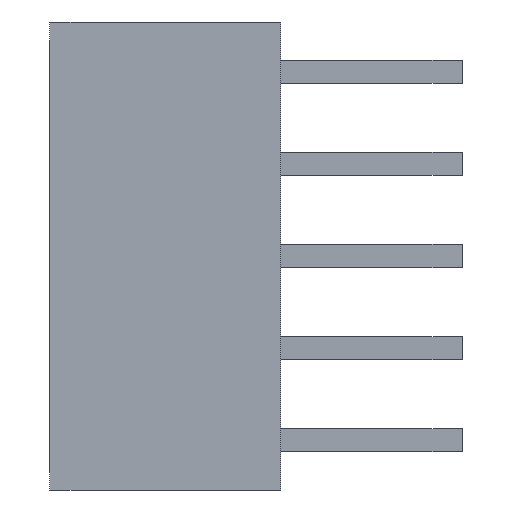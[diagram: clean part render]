
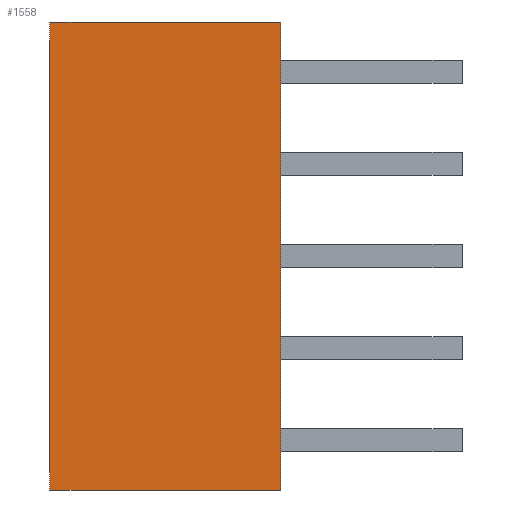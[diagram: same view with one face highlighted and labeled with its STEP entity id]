
A CAD part, left-side view. The second image highlights one B-rep face of the part: STEP entity #1558.
In plain terms, the highlighted planar face has unit normal (-1, 0, 0).
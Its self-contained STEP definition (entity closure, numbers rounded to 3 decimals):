
#324 = AXIS2_PLACEMENT_3D ( 'NONE', #4246, #5316, #976 ) ;
#336 = LINE ( 'NONE', #1996, #5117 ) ;
#519 = VERTEX_POINT ( 'NONE', #4078 ) ;
#642 = CARTESIAN_POINT ( 'NONE',  ( -4.815, 6.36, 6.45 ) ) ;
#708 = DIRECTION ( 'NONE',  ( 0., 0., 1. ) ) ;
#776 = LINE ( 'NONE', #4385, #2543 ) ;
#795 = EDGE_CURVE ( 'NONE', #2350, #903, #336, .T. ) ;
#830 = CARTESIAN_POINT ( 'NONE',  ( -4.815, 6.36, -6.45 ) ) ;
#903 = VERTEX_POINT ( 'NONE', #3897 ) ;
#976 = DIRECTION ( 'NONE',  ( 0., 0., -1. ) ) ;
#1310 = EDGE_CURVE ( 'NONE', #903, #519, #776, .T. ) ;
#1493 = LINE ( 'NONE', #642, #3288 ) ;
#1538 = FACE_OUTER_BOUND ( 'NONE', #3301, .T. ) ;
#1558 = ADVANCED_FACE ( 'NONE', ( #1538 ), #4742, .F. ) ;
#1976 = DIRECTION ( 'NONE',  ( 0., -1., 0. ) ) ;
#1996 = CARTESIAN_POINT ( 'NONE',  ( -4.815, 6.36, -6.45 ) ) ;
#1998 = ORIENTED_EDGE ( 'NONE', *, *, #2981, .F. ) ;
#2010 = LINE ( 'NONE', #4896, #2532 ) ;
#2350 = VERTEX_POINT ( 'NONE', #830 ) ;
#2532 = VECTOR ( 'NONE', #4578, 1000. ) ;
#2543 = VECTOR ( 'NONE', #708, 1000. ) ;
#2604 = ORIENTED_EDGE ( 'NONE', *, *, #795, .T. ) ;
#2652 = VERTEX_POINT ( 'NONE', #4936 ) ;
#2796 = ORIENTED_EDGE ( 'NONE', *, *, #5270, .F. ) ;
#2799 = DIRECTION ( 'NONE',  ( 0., -1., 0. ) ) ;
#2981 = EDGE_CURVE ( 'NONE', #2652, #519, #1493, .T. ) ;
#3288 = VECTOR ( 'NONE', #2799, 1000. ) ;
#3301 = EDGE_LOOP ( 'NONE', ( #3798, #1998, #2796, #2604 ) ) ;
#3798 = ORIENTED_EDGE ( 'NONE', *, *, #1310, .T. ) ;
#3897 = CARTESIAN_POINT ( 'NONE',  ( -4.815, 0., -6.45 ) ) ;
#4078 = CARTESIAN_POINT ( 'NONE',  ( -4.815, 0., 6.45 ) ) ;
#4246 = CARTESIAN_POINT ( 'NONE',  ( -4.815, 6.36, 6.45 ) ) ;
#4385 = CARTESIAN_POINT ( 'NONE',  ( -4.815, 0., 6.45 ) ) ;
#4578 = DIRECTION ( 'NONE',  ( 0., 0., 1. ) ) ;
#4742 = PLANE ( 'NONE',  #324 ) ;
#4896 = CARTESIAN_POINT ( 'NONE',  ( -4.815, 6.36, 6.45 ) ) ;
#4936 = CARTESIAN_POINT ( 'NONE',  ( -4.815, 6.36, 6.45 ) ) ;
#5117 = VECTOR ( 'NONE', #1976, 1000. ) ;
#5270 = EDGE_CURVE ( 'NONE', #2350, #2652, #2010, .T. ) ;
#5316 = DIRECTION ( 'NONE',  ( 1., 0., 0. ) ) ;
